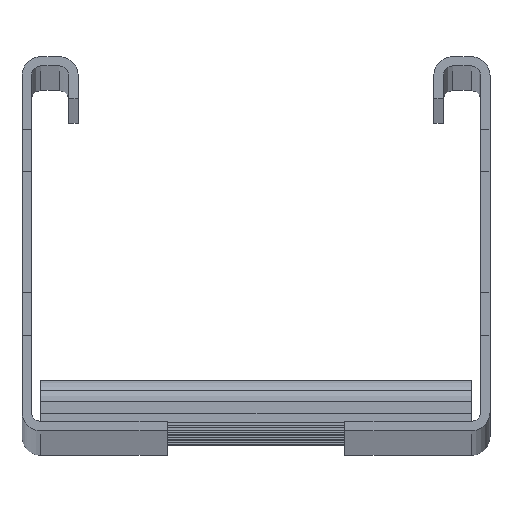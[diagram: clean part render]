
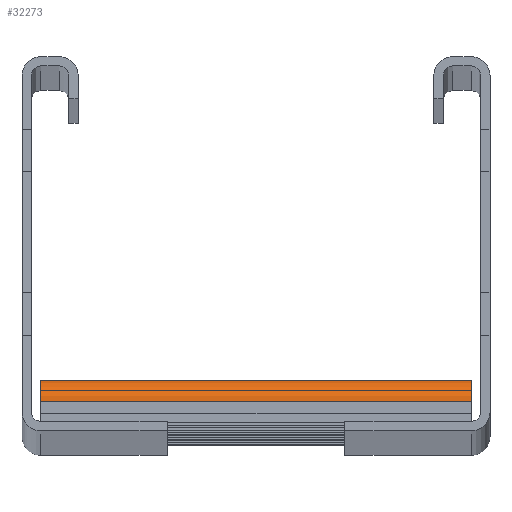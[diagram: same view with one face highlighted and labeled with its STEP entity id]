
A CAD part, top view. The second image highlights one B-rep face of the part: STEP entity #32273.
In plain terms, the highlighted cylindrical face has radius 4.5 mm (diameter 9 mm), a partial arc.
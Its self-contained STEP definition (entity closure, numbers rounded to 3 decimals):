
#9627=CARTESIAN_POINT('',(46.,-33.5,1363.));
#9628=DIRECTION('',(1.,0.,0.));
#9629=DIRECTION('',(0.,0.,-1.));
#9630=AXIS2_PLACEMENT_3D('',#9627,#9628,#9629);
#9683=DIRECTION('',(1.,0.,0.));
#9684=VECTOR('',#9683,92.);
#9685=CARTESIAN_POINT('',(-46.,-33.5,1367.5));
#9686=LINE('',#9685,#9684);
#9738=CARTESIAN_POINT('',(-46.,-33.5,1363.));
#9739=DIRECTION('',(1.,0.,0.));
#9740=DIRECTION('',(0.,0.,-1.));
#9741=AXIS2_PLACEMENT_3D('',#9738,#9739,#9740);
#9799=DIRECTION('',(1.,0.,0.));
#9800=VECTOR('',#9799,92.);
#9801=CARTESIAN_POINT('',(-46.,-33.5,1358.5));
#9802=LINE('',#9801,#9800);
#19433=CARTESIAN_POINT('',(-46.,-33.5,1358.5));
#19434=VERTEX_POINT('',#19433);
#19435=CARTESIAN_POINT('',(-46.,-33.5,1367.5));
#19436=VERTEX_POINT('',#19435);
#19453=CARTESIAN_POINT('',(46.,-33.5,1358.5));
#19454=VERTEX_POINT('',#19453);
#19455=CARTESIAN_POINT('',(46.,-33.5,1367.5));
#19456=VERTEX_POINT('',#19455);
#32262=CARTESIAN_POINT('',(-46.,-33.5,1363.));
#32263=DIRECTION('',(1.,0.,0.));
#32264=DIRECTION('',(0.,0.,-1.));
#32265=AXIS2_PLACEMENT_3D('',#32262,#32263,#32264);
#32266=CYLINDRICAL_SURFACE('',#32265,4.5);
#32267=ORIENTED_EDGE('',*,*,#32080,.F.);
#32268=ORIENTED_EDGE('',*,*,#32257,.T.);
#32269=ORIENTED_EDGE('',*,*,#32006,.T.);
#32270=ORIENTED_EDGE('',*,*,#32042,.F.);
#32271=EDGE_LOOP('',(#32267,#32268,#32269,#32270));
#32272=FACE_OUTER_BOUND('',#32271,.F.);
#32273=ADVANCED_FACE('',(#32272),#32266,.T.);
#9631=CIRCLE('',#9630,4.5);
#9742=CIRCLE('',#9741,4.5);
#32006=EDGE_CURVE('',#19454,#19456,#9631,.T.);
#32042=EDGE_CURVE('',#19436,#19456,#9686,.T.);
#32080=EDGE_CURVE('',#19434,#19436,#9742,.T.);
#32257=EDGE_CURVE('',#19434,#19454,#9802,.T.);
